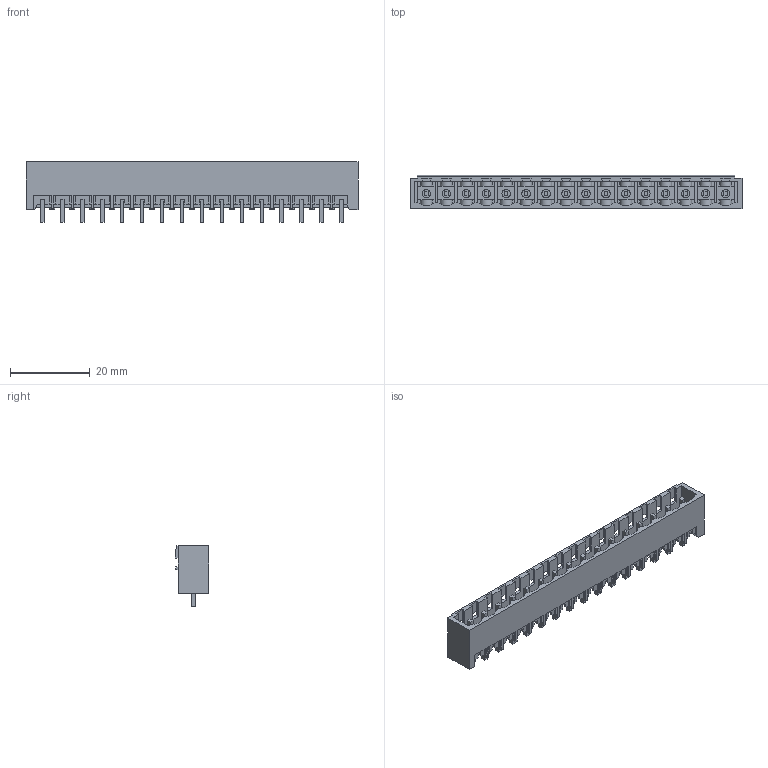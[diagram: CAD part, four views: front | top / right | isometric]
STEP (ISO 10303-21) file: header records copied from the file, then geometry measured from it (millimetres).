
FILE_DESCRIPTION(('CATIA V5 STEP Exchange','CAx-IF Rec.Pracs.--- Model Styling and Organization---1.2---2011-12-15'),'2;1');
FILE_NAME ('D1457147_0_1841300000_1841300000.stp','2018-04-11T11:08:46+00:00',('none'),('Weidmueller'),'CATIA Version 5-6 Release 2014','CATIA V5 STEP AP214','none');
FILE_SCHEMA(('AUTOMOTIVE_DESIGN { 1 0 10303 214 1 1 1 1 }'));
Length unit declared in the file: millimetre
Products named in the file (1): 1841300000
Bounding box: 83.2 x 8.43 x 15.2 mm (x, y, z)
Volume: 2978 mm3; surface area: 7206.5 mm2
Topology: 17 solids, 17 shells, 1101 faces, 3357 edges, 2260 vertices
Faces by surface type: plane 931, cylinder 142, extrusion 28
Entity records: 35211 total; most frequent: CARTESIAN_POINT 7376, ORIENTED_EDGE 6714, DIRECTION 4318, EDGE_CURVE 3357, VECTOR 2804, LINE 2776, VERTEX_POINT 2260, EDGE_LOOP 1135
